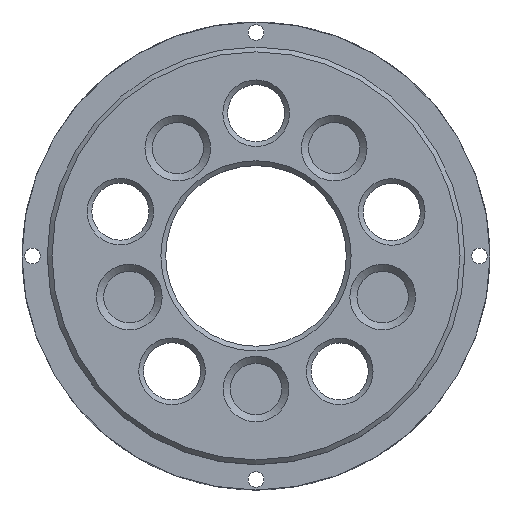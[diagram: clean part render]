
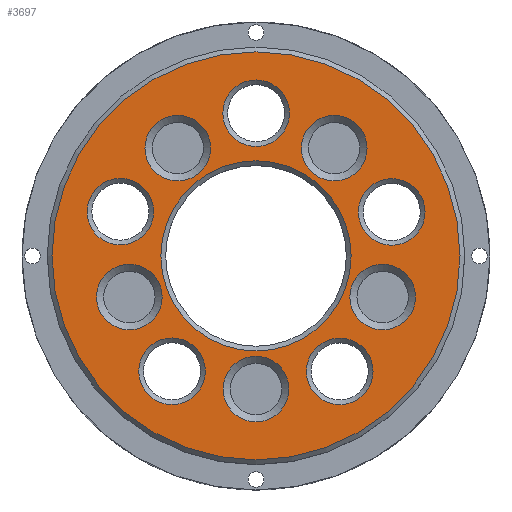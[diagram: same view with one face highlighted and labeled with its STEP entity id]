
A CAD part, top view. The second image highlights one B-rep face of the part: STEP entity #3697.
In plain terms, the highlighted planar face has unit normal (0, 0, 1).
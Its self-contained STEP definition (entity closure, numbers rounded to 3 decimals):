
#171=FACE_BOUND('',#591,.T.);
#172=FACE_BOUND('',#592,.T.);
#173=FACE_BOUND('',#593,.T.);
#174=FACE_BOUND('',#594,.T.);
#175=FACE_BOUND('',#595,.T.);
#176=FACE_BOUND('',#596,.T.);
#177=FACE_BOUND('',#597,.T.);
#178=FACE_BOUND('',#598,.T.);
#179=FACE_BOUND('',#599,.T.);
#180=FACE_BOUND('',#600,.T.);
#181=FACE_BOUND('',#601,.T.);
#216=PLANE('',#3955);
#361=FACE_OUTER_BOUND('',#590,.T.);
#590=EDGE_LOOP('',(#2553));
#591=EDGE_LOOP('',(#2554));
#592=EDGE_LOOP('',(#2555));
#593=EDGE_LOOP('',(#2556));
#594=EDGE_LOOP('',(#2557));
#595=EDGE_LOOP('',(#2558));
#596=EDGE_LOOP('',(#2559));
#597=EDGE_LOOP('',(#2560));
#598=EDGE_LOOP('',(#2561));
#599=EDGE_LOOP('',(#2562));
#600=EDGE_LOOP('',(#2563));
#601=EDGE_LOOP('',(#2564));
#1406=CIRCLE('',#3954,7.);
#1407=CIRCLE('',#3956,42.9);
#1408=CIRCLE('',#3957,7.);
#1409=CIRCLE('',#3958,7.);
#1410=CIRCLE('',#3959,7.);
#1411=CIRCLE('',#3960,6.9);
#1412=CIRCLE('',#3961,6.9);
#1413=CIRCLE('',#3962,6.9);
#1414=CIRCLE('',#3963,6.9);
#1415=CIRCLE('',#3964,6.9);
#1416=CIRCLE('',#3965,7.);
#1417=CIRCLE('',#3966,20.);
#1588=VERTEX_POINT('',#5535);
#1589=VERTEX_POINT('',#5539);
#1590=VERTEX_POINT('',#5541);
#1591=VERTEX_POINT('',#5543);
#1592=VERTEX_POINT('',#5545);
#1593=VERTEX_POINT('',#5547);
#1594=VERTEX_POINT('',#5549);
#1595=VERTEX_POINT('',#5551);
#1596=VERTEX_POINT('',#5553);
#1597=VERTEX_POINT('',#5555);
#1598=VERTEX_POINT('',#5557);
#1599=VERTEX_POINT('',#5559);
#1959=EDGE_CURVE('',#1588,#1588,#1406,.T.);
#1961=EDGE_CURVE('',#1589,#1589,#1407,.T.);
#1962=EDGE_CURVE('',#1590,#1590,#1408,.T.);
#1963=EDGE_CURVE('',#1591,#1591,#1409,.T.);
#1964=EDGE_CURVE('',#1592,#1592,#1410,.T.);
#1965=EDGE_CURVE('',#1593,#1593,#1411,.T.);
#1966=EDGE_CURVE('',#1594,#1594,#1412,.T.);
#1967=EDGE_CURVE('',#1595,#1595,#1413,.T.);
#1968=EDGE_CURVE('',#1596,#1596,#1414,.T.);
#1969=EDGE_CURVE('',#1597,#1597,#1415,.T.);
#1970=EDGE_CURVE('',#1598,#1598,#1416,.T.);
#1971=EDGE_CURVE('',#1599,#1599,#1417,.T.);
#2553=ORIENTED_EDGE('',*,*,#1961,.F.);
#2554=ORIENTED_EDGE('',*,*,#1962,.F.);
#2555=ORIENTED_EDGE('',*,*,#1963,.F.);
#2556=ORIENTED_EDGE('',*,*,#1964,.F.);
#2557=ORIENTED_EDGE('',*,*,#1965,.F.);
#2558=ORIENTED_EDGE('',*,*,#1966,.F.);
#2559=ORIENTED_EDGE('',*,*,#1967,.F.);
#2560=ORIENTED_EDGE('',*,*,#1968,.F.);
#2561=ORIENTED_EDGE('',*,*,#1969,.F.);
#2562=ORIENTED_EDGE('',*,*,#1970,.F.);
#2563=ORIENTED_EDGE('',*,*,#1971,.F.);
#2564=ORIENTED_EDGE('',*,*,#1959,.F.);
#3697=ADVANCED_FACE('',(#361,#171,#172,#173,#174,#175,#176,#177,#178,#179,
#180,#181),#216,.T.);
#3954=AXIS2_PLACEMENT_3D('',#5536,#4427,#4428);
#3955=AXIS2_PLACEMENT_3D('',#5538,#4430,#4431);
#3956=AXIS2_PLACEMENT_3D('',#5540,#4432,#4433);
#3957=AXIS2_PLACEMENT_3D('',#5542,#4434,#4435);
#3958=AXIS2_PLACEMENT_3D('',#5544,#4436,#4437);
#3959=AXIS2_PLACEMENT_3D('',#5546,#4438,#4439);
#3960=AXIS2_PLACEMENT_3D('',#5548,#4440,#4441);
#3961=AXIS2_PLACEMENT_3D('',#5550,#4442,#4443);
#3962=AXIS2_PLACEMENT_3D('',#5552,#4444,#4445);
#3963=AXIS2_PLACEMENT_3D('',#5554,#4446,#4447);
#3964=AXIS2_PLACEMENT_3D('',#5556,#4448,#4449);
#3965=AXIS2_PLACEMENT_3D('',#5558,#4450,#4451);
#3966=AXIS2_PLACEMENT_3D('',#5560,#4452,#4453);
#4427=DIRECTION('center_axis',(0.,0.,
1.));
#4428=DIRECTION('ref_axis',(1.,0.,0.));
#4430=DIRECTION('center_axis',(0.,0.,
1.));
#4431=DIRECTION('ref_axis',(1.,0.,0.));
#4432=DIRECTION('center_axis',(0.,0.,
-1.));
#4433=DIRECTION('ref_axis',(1.,0.,0.));
#4434=DIRECTION('center_axis',(0.,0.,
1.));
#4435=DIRECTION('ref_axis',(1.,0.,0.));
#4436=DIRECTION('center_axis',(0.,0.,
1.));
#4437=DIRECTION('ref_axis',(1.,0.,0.));
#4438=DIRECTION('center_axis',(0.,0.,
1.));
#4439=DIRECTION('ref_axis',(1.,0.,0.));
#4440=DIRECTION('center_axis',(0.,0.,
1.));
#4441=DIRECTION('ref_axis',(1.,0.,0.));
#4442=DIRECTION('center_axis',(0.,0.,
1.));
#4443=DIRECTION('ref_axis',(1.,0.,0.));
#4444=DIRECTION('center_axis',(0.,0.,
1.));
#4445=DIRECTION('ref_axis',(1.,0.,0.));
#4446=DIRECTION('center_axis',(0.,0.,
1.));
#4447=DIRECTION('ref_axis',(1.,0.,0.));
#4448=DIRECTION('center_axis',(0.,0.,
1.));
#4449=DIRECTION('ref_axis',(1.,0.,0.));
#4450=DIRECTION('center_axis',(0.,0.,
1.));
#4451=DIRECTION('ref_axis',(1.,0.,0.));
#4452=DIRECTION('center_axis',(0.,0.,
1.));
#4453=DIRECTION('ref_axis',(1.,0.,0.));
#5535=CARTESIAN_POINT('',(10.609,-24.288,-7.));
#5536=CARTESIAN_POINT('Origin',(17.609,-24.288,-7.));
#5538=CARTESIAN_POINT('Origin',(0.,0.,
-7.));
#5539=CARTESIAN_POINT('',(-42.9,0.,-7.));
#5540=CARTESIAN_POINT('Origin',(0.,0.,
-7.));
#5541=CARTESIAN_POINT('',(-24.658,-24.253,-7.));
#5542=CARTESIAN_POINT('Origin',(-17.658,-24.253,-7.));
#5543=CARTESIAN_POINT('',(21.541,9.242,-7.));
#5544=CARTESIAN_POINT('Origin',(28.541,9.242,-7.));
#5545=CARTESIAN_POINT('',(-35.522,9.299,-7.));
#5546=CARTESIAN_POINT('Origin',(-28.522,9.299,-7.));
#5547=CARTESIAN_POINT('',(-6.9,-28.,-7.));
#5548=CARTESIAN_POINT('Origin',(0.,-28.,-7.));
#5549=CARTESIAN_POINT('',(9.558,22.652,-7.));
#5550=CARTESIAN_POINT('Origin',(16.458,22.652,-7.));
#5551=CARTESIAN_POINT('',(-23.358,22.652,-7.));
#5552=CARTESIAN_POINT('Origin',(-16.458,22.652,-7.));
#5553=CARTESIAN_POINT('',(19.73,-8.652,-7.));
#5554=CARTESIAN_POINT('Origin',(26.63,-8.652,-7.));
#5555=CARTESIAN_POINT('',(-33.53,-8.652,-7.));
#5556=CARTESIAN_POINT('Origin',(-26.63,-8.652,-7.));
#5557=CARTESIAN_POINT('',(-6.97,30.,-7.));
#5558=CARTESIAN_POINT('Origin',(0.03,30.,-7.));
#5559=CARTESIAN_POINT('',(-20.,0.,-7.));
#5560=CARTESIAN_POINT('Origin',(0.,0.,
-7.));
